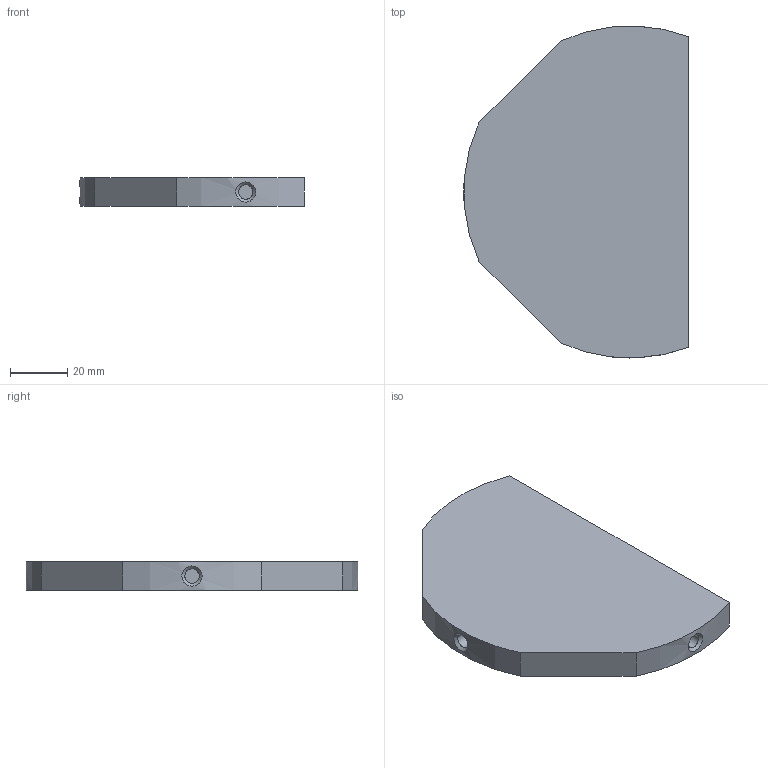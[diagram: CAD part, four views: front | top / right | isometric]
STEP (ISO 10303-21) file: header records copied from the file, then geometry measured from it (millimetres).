
FILE_DESCRIPTION(/* description */ (''),/* implementation_level */ '2;1');
FILE_NAME(/* name */ 'floor.step',/* time_stamp */ '2026-02-16T15:08:18-08:00',/* author */ (''),/* organization */ (''),/* preprocessor_version */ 'ST-DEVELOPER v20.1',/* originating_system */ 'Autodesk Translation Framework v14.24.0.0',/* authorisation */ '');
FILE_SCHEMA (('AUTOMOTIVE_DESIGN { 1 0 10303 214 3 1 1 }'));
Length unit declared in the file: millimetre
Products named in the file (4): Manuel 1.0; V4 robot arm; Waist; Floor
Assembly tree (3 placements, depth 4):
  Manuel 1.0
    V4 robot arm
      Waist
        Floor
Bounding box: 78.15 x 115.6 x 10 mm (x, y, z)
Volume: 73091 mm3; surface area: 18318 mm2
Topology: 1 solids, 1 shells, 17 faces, 36 edges, 24 vertices
Faces by surface type: plane 8, cylinder 6, bspline 3
Full cylindrical faces by diameter (mm): 5 x3
Entity records: 946 total; most frequent: CARTESIAN_POINT 498, DIRECTION 78, ORIENTED_EDGE 72, EDGE_CURVE 36, AXIS2_PLACEMENT_3D 30, VERTEX_POINT 24, EDGE_LOOP 20, LINE 18
